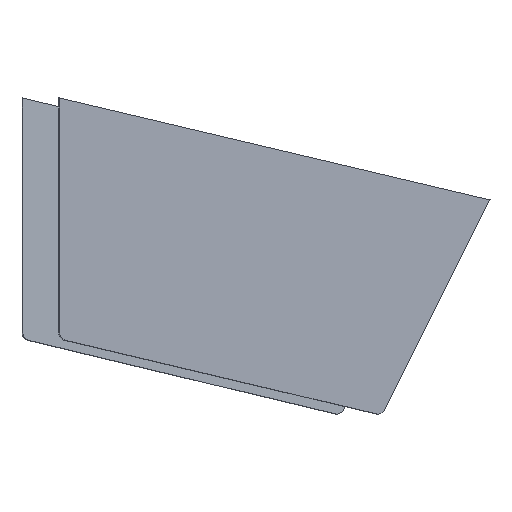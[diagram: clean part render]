
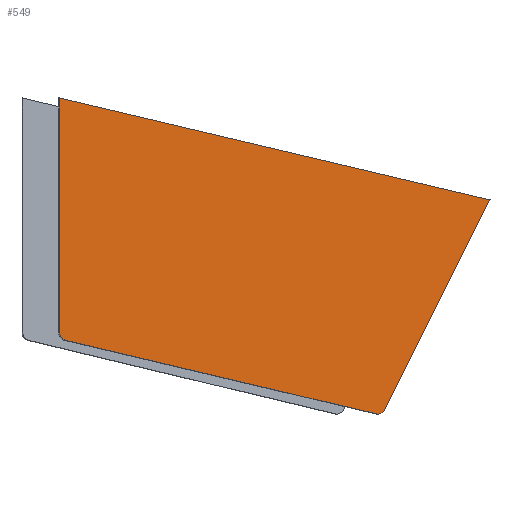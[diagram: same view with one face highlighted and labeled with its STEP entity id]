
A CAD part, front view. The second image highlights one B-rep face of the part: STEP entity #549.
In plain terms, the highlighted planar face has unit normal (0.058, -0.998, 0).
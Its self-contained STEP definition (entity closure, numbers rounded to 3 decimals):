
#549 = ADVANCED_FACE('',(#550),#564,.T.);
#550 = FACE_BOUND('',#551,.T.);
#551 = EDGE_LOOP('',(#552,#585,#613,#639,#675,#701));
#552 = ORIENTED_EDGE('',*,*,#553,.F.);
#553 = EDGE_CURVE('',#554,#556,#558,.T.);
#554 = VERTEX_POINT('',#555);
#555 = CARTESIAN_POINT('',(9870.223,576.07,
    5713.159));
#556 = VERTEX_POINT('',#557);
#557 = CARTESIAN_POINT('',(9549.841,557.41,
    5074.492));
#558 = SURFACE_CURVE('',#559,(#563,#574),.PCURVE_S1.);
#559 = LINE('',#560,#561);
#560 = CARTESIAN_POINT('',(5592.218,326.905,
    -2814.844));
#561 = VECTOR('',#562,1.);
#562 = DIRECTION('',(-0.448,-0.026,-0.894)
  );
#563 = PCURVE('',#564,#569);
#564 = PLANE('',#565);
#565 = AXIS2_PLACEMENT_3D('',#566,#567,#568);
#566 = CARTESIAN_POINT('',(-0.069,1.191,0.));
#567 = DIRECTION('',(0.058,-0.998,0.));
#568 = DIRECTION('',(0.,0.,-1.));
#569 = DEFINITIONAL_REPRESENTATION('',(#570),#573);
#570 = B_SPLINE_CURVE_WITH_KNOTS('',1,(#571,#572),.UNSPECIFIED.,.F.,.F.,
  (2,2),(-12004127.479,12004144.527),
  .PIECEWISE_BEZIER_KNOTS.);
#571 = CARTESIAN_POINT('',(-10723288.76,5395386.364));
#572 = CARTESIAN_POINT('',(10728933.68,-5384190.49));
#573 = ( GEOMETRIC_REPRESENTATION_CONTEXT(2) 
PARAMETRIC_REPRESENTATION_CONTEXT() REPRESENTATION_CONTEXT('2D SPACE',''
  ) );
#574 = PCURVE('',#575,#580);
#575 = PLANE('',#576);
#576 = AXIS2_PLACEMENT_3D('',#577,#578,#579);
#577 = CARTESIAN_POINT('',(5558.317,649.674,
    -2807.268));
#578 = DIRECTION('',(0.888,0.104,-0.448));
#579 = DIRECTION('',(-0.451,0.,-0.893
    ));
#580 = DEFINITIONAL_REPRESENTATION('',(#581),#584);
#581 = B_SPLINE_CURVE_WITH_KNOTS('',1,(#582,#583),.UNSPECIFIED.,.F.,.F.,
  (2,2),(-12004127.479,12004144.527),
  .PIECEWISE_BEZIER_KNOTS.);
#582 = CARTESIAN_POINT('',(-12000000.,314764.425));
#583 = CARTESIAN_POINT('',(12000000.,-315413.915));
#584 = ( GEOMETRIC_REPRESENTATION_CONTEXT(2) 
PARAMETRIC_REPRESENTATION_CONTEXT() REPRESENTATION_CONTEXT('2D SPACE',''
  ) );
#585 = ORIENTED_EDGE('',*,*,#586,.F.);
#586 = EDGE_CURVE('',#587,#554,#589,.T.);
#587 = VERTEX_POINT('',#588);
#588 = CARTESIAN_POINT('',(8561.604,499.852,
    6022.989));
#589 = SURFACE_CURVE('',#590,(#594,#601),.PCURVE_S1.);
#590 = LINE('',#591,#592);
#591 = CARTESIAN_POINT('',(1798.925,105.971,
    7624.128));
#592 = VECTOR('',#593,1.);
#593 = DIRECTION('',(0.972,0.057,-0.23));
#594 = PCURVE('',#564,#595);
#595 = DEFINITIONAL_REPRESENTATION('',(#596),#600);
#596 = LINE('',#597,#598);
#597 = CARTESIAN_POINT('',(-7624.128,1802.043));
#598 = VECTOR('',#599,1.);
#599 = DIRECTION('',(0.23,0.973));
#600 = ( GEOMETRIC_REPRESENTATION_CONTEXT(2) 
PARAMETRIC_REPRESENTATION_CONTEXT() REPRESENTATION_CONTEXT('2D SPACE',''
  ) );
#601 = PCURVE('',#602,#607);
#602 = PLANE('',#603);
#603 = AXIS2_PLACEMENT_3D('',#604,#605,#606);
#604 = CARTESIAN_POINT('',(1792.573,209.521,
    7622.775));
#605 = DIRECTION('',(0.229,0.027,0.973));
#606 = DIRECTION('',(0.973,0.,-0.229)
  );
#607 = DEFINITIONAL_REPRESENTATION('',(#608),#612);
#608 = LINE('',#609,#610);
#609 = CARTESIAN_POINT('',(5.873,-103.588));
#610 = VECTOR('',#611,1.);
#611 = DIRECTION('',(0.998,0.057));
#612 = ( GEOMETRIC_REPRESENTATION_CONTEXT(2) 
PARAMETRIC_REPRESENTATION_CONTEXT() REPRESENTATION_CONTEXT('2D SPACE',''
  ) );
#613 = ORIENTED_EDGE('',*,*,#614,.T.);
#614 = EDGE_CURVE('',#587,#615,#617,.T.);
#615 = VERTEX_POINT('',#616);
#616 = CARTESIAN_POINT('',(8561.604,499.852,
    5308.468));
#617 = SURFACE_CURVE('',#618,(#622,#628),.PCURVE_S1.);
#618 = LINE('',#619,#620);
#619 = CARTESIAN_POINT('',(8561.604,499.852,0.));
#620 = VECTOR('',#621,1.);
#621 = DIRECTION('',(0.,0.,-1.));
#622 = PCURVE('',#564,#623);
#623 = DEFINITIONAL_REPRESENTATION('',(#624),#627);
#624 = B_SPLINE_CURVE_WITH_KNOTS('',1,(#625,#626),.UNSPECIFIED.,.F.,.F.,
  (2,2),(-12000000.,12000000.),.PIECEWISE_BEZIER_KNOTS.);
#625 = CARTESIAN_POINT('',(-12000000.,8576.183));
#626 = CARTESIAN_POINT('',(12000000.,8576.183));
#627 = ( GEOMETRIC_REPRESENTATION_CONTEXT(2) 
PARAMETRIC_REPRESENTATION_CONTEXT() REPRESENTATION_CONTEXT('2D SPACE',''
  ) );
#628 = PCURVE('',#629,#634);
#629 = PLANE('',#630);
#630 = AXIS2_PLACEMENT_3D('',#631,#632,#633);
#631 = CARTESIAN_POINT('',(8503.852,993.958,0.));
#632 = DIRECTION('',(0.993,0.116,0.));
#633 = DIRECTION('',(0.,0.,-1.));
#634 = DEFINITIONAL_REPRESENTATION('',(#635),#638);
#635 = B_SPLINE_CURVE_WITH_KNOTS('',1,(#636,#637),.UNSPECIFIED.,.F.,.F.,
  (2,2),(-12000000.,12000000.),.PIECEWISE_BEZIER_KNOTS.);
#636 = CARTESIAN_POINT('',(-12000000.,-497.469));
#637 = CARTESIAN_POINT('',(12000000.,-497.469));
#638 = ( GEOMETRIC_REPRESENTATION_CONTEXT(2) 
PARAMETRIC_REPRESENTATION_CONTEXT() REPRESENTATION_CONTEXT('2D SPACE',''
  ) );
#639 = ORIENTED_EDGE('',*,*,#640,.T.);
#640 = EDGE_CURVE('',#615,#641,#643,.T.);
#641 = VERTEX_POINT('',#642);
#642 = CARTESIAN_POINT('',(8579.305,500.883,
    5286.086));
#643 = SURFACE_CURVE('',#644,(#649,#656),.PCURVE_S1.);
#644 = ELLIPSE('',#645,23.039,23.);
#645 = AXIS2_PLACEMENT_3D('',#646,#647,#648);
#646 = CARTESIAN_POINT('',(8584.604,501.191,
    5308.468));
#647 = DIRECTION('',(0.058,-0.998,0.));
#648 = DIRECTION('',(-0.998,-0.058,
    0.));
#649 = PCURVE('',#564,#650);
#650 = DEFINITIONAL_REPRESENTATION('',(#651),#655);
#651 = ELLIPSE('',#652,23.039,23.);
#652 = AXIS2_PLACEMENT_2D('',#653,#654);
#653 = CARTESIAN_POINT('',(-5308.468,8599.222));
#654 = DIRECTION('',(0.,-1.));
#655 = ( GEOMETRIC_REPRESENTATION_CONTEXT(2) 
PARAMETRIC_REPRESENTATION_CONTEXT() REPRESENTATION_CONTEXT('2D SPACE',''
  ) );
#656 = PCURVE('',#657,#662);
#657 = CYLINDRICAL_SURFACE('',#658,23.);
#658 = AXIS2_PLACEMENT_3D('',#659,#660,#661);
#659 = CARTESIAN_POINT('',(8584.266,504.084,
    5308.468));
#660 = DIRECTION('',(-0.116,0.993,0.));
#661 = DIRECTION('',(-0.229,-0.027,-0.973
    ));
#662 = DEFINITIONAL_REPRESENTATION('',(#663),#674);
#663 = B_SPLINE_CURVE_WITH_KNOTS('',9,(#664,#665,#666,#667,#668,#669,
    #670,#671,#672,#673),.UNSPECIFIED.,.F.,.F.,(10,10),(5.789,
    8.116),.PIECEWISE_BEZIER_KNOTS.);
#664 = CARTESIAN_POINT('',(1.833,-1.733));
#665 = CARTESIAN_POINT('',(1.574,-1.569));
#666 = CARTESIAN_POINT('',(1.316,-1.493));
#667 = CARTESIAN_POINT('',(1.057,-1.522));
#668 = CARTESIAN_POINT('',(0.798,-1.66));
#669 = CARTESIAN_POINT('',(0.54,-1.897));
#670 = CARTESIAN_POINT('',(0.281,-2.209));
#671 = CARTESIAN_POINT('',(0.023,-2.564));
#672 = CARTESIAN_POINT('',(-0.236,-2.925));
#673 = CARTESIAN_POINT('',(-0.494,-3.259));
#674 = ( GEOMETRIC_REPRESENTATION_CONTEXT(2) 
PARAMETRIC_REPRESENTATION_CONTEXT() REPRESENTATION_CONTEXT('2D SPACE',''
  ) );
#675 = ORIENTED_EDGE('',*,*,#676,.T.);
#676 = EDGE_CURVE('',#641,#677,#679,.T.);
#677 = VERTEX_POINT('',#678);
#678 = CARTESIAN_POINT('',(9523.984,555.904,
    5062.423));
#679 = SURFACE_CURVE('',#680,(#684,#690),.PCURVE_S1.);
#680 = LINE('',#681,#682);
#681 = CARTESIAN_POINT('',(1635.181,96.434,
    6930.185));
#682 = VECTOR('',#683,1.);
#683 = DIRECTION('',(0.972,0.057,-0.23));
#684 = PCURVE('',#564,#685);
#685 = DEFINITIONAL_REPRESENTATION('',(#686),#689);
#686 = B_SPLINE_CURVE_WITH_KNOTS('',1,(#687,#688),.UNSPECIFIED.,.F.,.F.,
  (2,2),(-12019277.043,12019266.361),
  .PIECEWISE_BEZIER_KNOTS.);
#687 = CARTESIAN_POINT('',(-2771635.179,-11695345.646));
#688 = CARTESIAN_POINT('',(2757772.352,11698611.295));
#689 = ( GEOMETRIC_REPRESENTATION_CONTEXT(2) 
PARAMETRIC_REPRESENTATION_CONTEXT() REPRESENTATION_CONTEXT('2D SPACE',''
  ) );
#690 = PCURVE('',#691,#696);
#691 = PLANE('',#692);
#692 = AXIS2_PLACEMENT_3D('',#693,#694,#695);
#693 = CARTESIAN_POINT('',(1629.415,190.451,
    6928.956));
#694 = DIRECTION('',(0.229,0.027,0.973));
#695 = DIRECTION('',(0.973,0.,-0.229)
  );
#696 = DEFINITIONAL_REPRESENTATION('',(#697),#700);
#697 = B_SPLINE_CURVE_WITH_KNOTS('',1,(#698,#699),.UNSPECIFIED.,.F.,.F.,
  (2,2),(-12019277.043,12019266.361),
  .PIECEWISE_BEZIER_KNOTS.);
#698 = CARTESIAN_POINT('',(-12000000.,-680456.206));
#699 = CARTESIAN_POINT('',(12000000.,680267.499));
#700 = ( GEOMETRIC_REPRESENTATION_CONTEXT(2) 
PARAMETRIC_REPRESENTATION_CONTEXT() REPRESENTATION_CONTEXT('2D SPACE',''
  ) );
#701 = ORIENTED_EDGE('',*,*,#702,.T.);
#702 = EDGE_CURVE('',#677,#556,#703,.T.);
#703 = SURFACE_CURVE('',#704,(#709,#716),.PCURVE_S1.);
#704 = ELLIPSE('',#705,23.039,23.);
#705 = AXIS2_PLACEMENT_3D('',#706,#707,#708);
#706 = CARTESIAN_POINT('',(9529.283,556.213,
    5084.805));
#707 = DIRECTION('',(0.058,-0.998,
    0.));
#708 = DIRECTION('',(0.998,0.058,
    0.));
#709 = PCURVE('',#564,#710);
#710 = DEFINITIONAL_REPRESENTATION('',(#711),#715);
#711 = ELLIPSE('',#712,23.039,23.);
#712 = AXIS2_PLACEMENT_2D('',#713,#714);
#713 = CARTESIAN_POINT('',(-5084.805,9545.502));
#714 = DIRECTION('',(0.,1.));
#715 = ( GEOMETRIC_REPRESENTATION_CONTEXT(2) 
PARAMETRIC_REPRESENTATION_CONTEXT() REPRESENTATION_CONTEXT('2D SPACE',''
  ) );
#716 = PCURVE('',#717,#722);
#717 = CYLINDRICAL_SURFACE('',#718,23.);
#718 = AXIS2_PLACEMENT_3D('',#719,#720,#721);
#719 = CARTESIAN_POINT('',(9401.533,1649.182,
    5084.805));
#720 = DIRECTION('',(0.116,-0.993,0.)
  );
#721 = DIRECTION('',(-0.229,-0.027,-0.973
    ));
#722 = DEFINITIONAL_REPRESENTATION('',(#723),#734);
#723 = B_SPLINE_CURVE_WITH_KNOTS('',9,(#724,#725,#726,#727,#728,#729,
    #730,#731,#732,#733),.UNSPECIFIED.,.F.,.F.,(10,10),(3.985,
    6.313),.PIECEWISE_BEZIER_KNOTS.);
#724 = CARTESIAN_POINT('',(-0.494,1099.519));
#725 = CARTESIAN_POINT('',(-0.236,1099.778));
#726 = CARTESIAN_POINT('',(0.023,1100.104));
#727 = CARTESIAN_POINT('',(0.281,1100.472));
#728 = CARTESIAN_POINT('',(0.54,1100.848));
#729 = CARTESIAN_POINT('',(0.798,1101.194));
#730 = CARTESIAN_POINT('',(1.057,1101.476));
#731 = CARTESIAN_POINT('',(1.316,1101.668));
#732 = CARTESIAN_POINT('',(1.574,1101.759));
#733 = CARTESIAN_POINT('',(1.833,1101.749));
#734 = ( GEOMETRIC_REPRESENTATION_CONTEXT(2) 
PARAMETRIC_REPRESENTATION_CONTEXT() REPRESENTATION_CONTEXT('2D SPACE',''
  ) );
